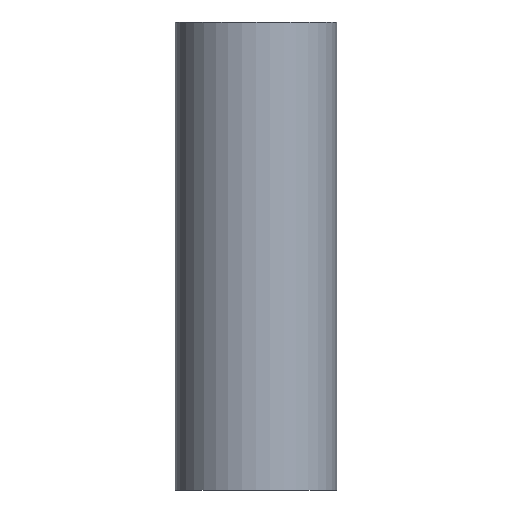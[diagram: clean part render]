
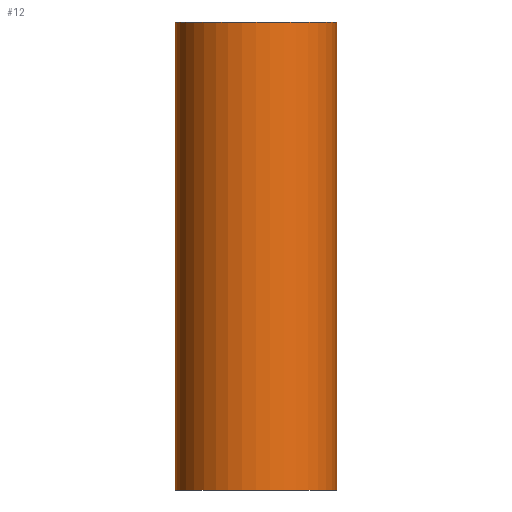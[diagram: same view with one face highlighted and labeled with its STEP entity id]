
A CAD part, front view. The second image highlights one B-rep face of the part: STEP entity #12.
In plain terms, the highlighted cylindrical face has radius 50 mm (diameter 100 mm), a partial arc.
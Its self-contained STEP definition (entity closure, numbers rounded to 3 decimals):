
#5 = EDGE_LOOP ( 'NONE', ( #14, #110, #105, #8 ) ) ;
#8 = ORIENTED_EDGE ( 'NONE', *, *, #64, .T. ) ;
#12 = ADVANCED_FACE ( 'NONE', ( #138 ), #38, .T. ) ;
#13 = CARTESIAN_POINT ( 'NONE',  ( 52.5, 0., 0. ) ) ;
#14 = ORIENTED_EDGE ( 'NONE', *, *, #175, .F. ) ;
#15 = DIRECTION ( 'NONE',  ( 0., 0., -1. ) ) ;
#22 = CARTESIAN_POINT ( 'NONE',  ( 2.5, 0., 0. ) ) ;
#37 = CIRCLE ( 'NONE', #112, 50. ) ;
#38 = CYLINDRICAL_SURFACE ( 'NONE', #155, 50. ) ;
#43 = CIRCLE ( 'NONE', #82, 50. ) ;
#46 = CARTESIAN_POINT ( 'NONE',  ( 52.5, 0., 290. ) ) ;
#50 = EDGE_CURVE ( 'NONE', #241, #202, #228, .T. ) ;
#57 = CARTESIAN_POINT ( 'NONE',  ( 2.5, 0., 290. ) ) ;
#63 = CARTESIAN_POINT ( 'NONE',  ( 102.5, 0., 290. ) ) ;
#64 = EDGE_CURVE ( 'NONE', #202, #118, #43, .T. ) ;
#71 = VERTEX_POINT ( 'NONE', #113 ) ;
#79 = DIRECTION ( 'NONE',  ( 0., 0., -1. ) ) ;
#82 = AXIS2_PLACEMENT_3D ( 'NONE', #13, #142, #159 ) ;
#87 = EDGE_CURVE ( 'NONE', #241, #71, #37, .T. ) ;
#94 = CARTESIAN_POINT ( 'NONE',  ( 52.5, 0., 290. ) ) ;
#105 = ORIENTED_EDGE ( 'NONE', *, *, #50, .T. ) ;
#110 = ORIENTED_EDGE ( 'NONE', *, *, #87, .F. ) ;
#112 = AXIS2_PLACEMENT_3D ( 'NONE', #46, #145, #132 ) ;
#113 = CARTESIAN_POINT ( 'NONE',  ( 102.5, 0., 290. ) ) ;
#114 = DIRECTION ( 'NONE',  ( 0., 0., -1. ) ) ;
#118 = VERTEX_POINT ( 'NONE', #186 ) ;
#132 = DIRECTION ( 'NONE',  ( 1., 0., 0. ) ) ;
#138 = FACE_OUTER_BOUND ( 'NONE', #5, .T. ) ;
#142 = DIRECTION ( 'NONE',  ( 0., 0., 1. ) ) ;
#145 = DIRECTION ( 'NONE',  ( 0., 0., 1. ) ) ;
#146 = CARTESIAN_POINT ( 'NONE',  ( 2.5, 0., 290. ) ) ;
#155 = AXIS2_PLACEMENT_3D ( 'NONE', #94, #15, #183 ) ;
#159 = DIRECTION ( 'NONE',  ( 1., 0., 0. ) ) ;
#175 = EDGE_CURVE ( 'NONE', #71, #118, #196, .T. ) ;
#183 = DIRECTION ( 'NONE',  ( -1., 0., 0. ) ) ;
#186 = CARTESIAN_POINT ( 'NONE',  ( 102.5, 0., 0. ) ) ;
#196 = LINE ( 'NONE', #63, #246 ) ;
#202 = VERTEX_POINT ( 'NONE', #22 ) ;
#228 = LINE ( 'NONE', #57, #233 ) ;
#233 = VECTOR ( 'NONE', #114, 1000. ) ;
#241 = VERTEX_POINT ( 'NONE', #146 ) ;
#246 = VECTOR ( 'NONE', #79, 1000. ) ;
